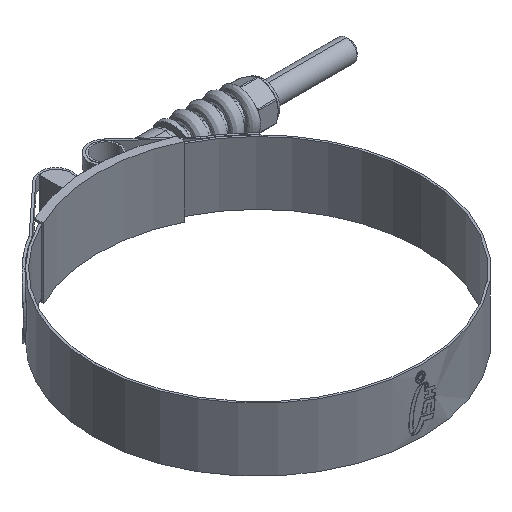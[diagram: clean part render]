
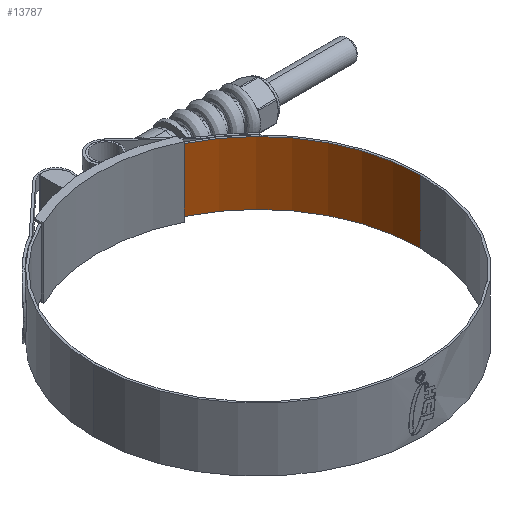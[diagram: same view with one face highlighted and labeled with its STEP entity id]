
A CAD part, isometric view. The second image highlights one B-rep face of the part: STEP entity #13787.
In plain terms, the highlighted cylindrical face has radius 49.15 mm (diameter 98.3 mm), a partial arc.
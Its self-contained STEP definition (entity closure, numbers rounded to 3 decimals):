
#385 = ORIENTED_EDGE ( 'NONE', *, *, #2288, .T. ) ;
#678 = FACE_OUTER_BOUND ( 'NONE', #937, .T. ) ;
#868 = CARTESIAN_POINT ( 'NONE',  ( 0., 0., -9.55 ) ) ;
#937 = EDGE_LOOP ( 'NONE', ( #14868, #13413, #385, #6199 ) ) ;
#1757 = AXIS2_PLACEMENT_3D ( 'NONE', #7537, #7463, #6272 ) ;
#1984 = CARTESIAN_POINT ( 'NONE',  ( 6.807, 48.676, -9.55 ) ) ;
#2288 = EDGE_CURVE ( 'NONE', #4849, #7109, #7055, .T. ) ;
#2327 = CIRCLE ( 'NONE', #10933, 49.15 ) ;
#2424 = EDGE_CURVE ( 'NONE', #3171, #8392, #8053, .T. ) ;
#3004 = CARTESIAN_POINT ( 'NONE',  ( 49.15, 0., 9.55 ) ) ;
#3171 = VERTEX_POINT ( 'NONE', #10520 ) ;
#4407 = DIRECTION ( 'NONE',  ( 0., 0., -1. ) ) ;
#4849 = VERTEX_POINT ( 'NONE', #7300 ) ;
#4884 = EDGE_CURVE ( 'NONE', #4849, #3171, #12225, .T. ) ;
#5834 = DIRECTION ( 'NONE',  ( -1., 0., 0. ) ) ;
#6199 = ORIENTED_EDGE ( 'NONE', *, *, #10559, .T. ) ;
#6272 = DIRECTION ( 'NONE',  ( -1., 0., 0. ) ) ;
#6946 = DIRECTION ( 'NONE',  ( 0., 0., -1. ) ) ;
#7055 = LINE ( 'NONE', #9654, #7696 ) ;
#7109 = VERTEX_POINT ( 'NONE', #1984 ) ;
#7300 = CARTESIAN_POINT ( 'NONE',  ( 6.807, 48.676, 9.55 ) ) ;
#7463 = DIRECTION ( 'NONE',  ( 0., 0., -1. ) ) ;
#7537 = CARTESIAN_POINT ( 'NONE',  ( 0., 0., 9.55 ) ) ;
#7696 = VECTOR ( 'NONE', #15233, 1000. ) ;
#8053 = LINE ( 'NONE', #3004, #10647 ) ;
#8392 = VERTEX_POINT ( 'NONE', #10855 ) ;
#9610 = CYLINDRICAL_SURFACE ( 'NONE', #15838, 49.15 ) ;
#9654 = CARTESIAN_POINT ( 'NONE',  ( 6.807, 48.676, 9.55 ) ) ;
#9882 = DIRECTION ( 'NONE',  ( 0., 0., -1. ) ) ;
#10520 = CARTESIAN_POINT ( 'NONE',  ( 49.15, 0., 9.55 ) ) ;
#10559 = EDGE_CURVE ( 'NONE', #7109, #8392, #2327, .T. ) ;
#10647 = VECTOR ( 'NONE', #6946, 1000. ) ;
#10783 = CARTESIAN_POINT ( 'NONE',  ( 0., 0., 9.55 ) ) ;
#10855 = CARTESIAN_POINT ( 'NONE',  ( 49.15, 0., -9.55 ) ) ;
#10933 = AXIS2_PLACEMENT_3D ( 'NONE', #868, #9882, #16294 ) ;
#12225 = CIRCLE ( 'NONE', #1757, 49.15 ) ;
#13413 = ORIENTED_EDGE ( 'NONE', *, *, #4884, .F. ) ;
#13787 = ADVANCED_FACE ( 'NONE', ( #678 ), #9610, .F. ) ;
#14868 = ORIENTED_EDGE ( 'NONE', *, *, #2424, .F. ) ;
#15233 = DIRECTION ( 'NONE',  ( 0., 0., -1. ) ) ;
#15838 = AXIS2_PLACEMENT_3D ( 'NONE', #10783, #4407, #5834 ) ;
#16294 = DIRECTION ( 'NONE',  ( -1., 0., 0. ) ) ;
